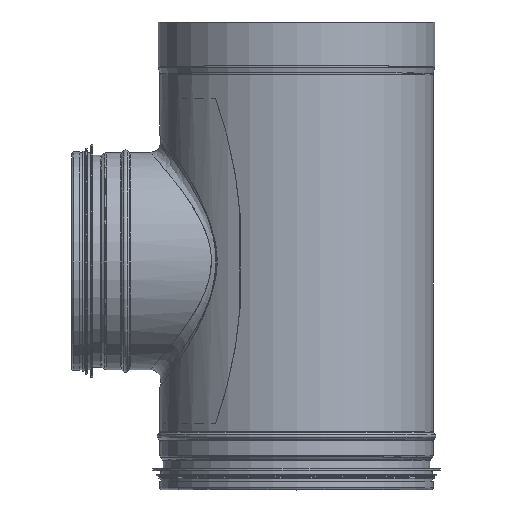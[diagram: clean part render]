
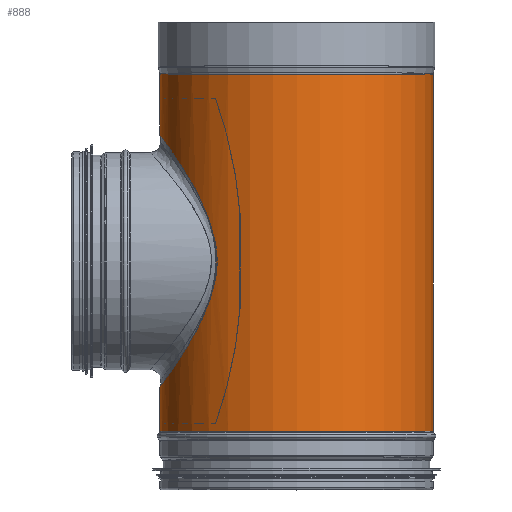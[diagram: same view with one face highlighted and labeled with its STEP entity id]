
A CAD part, top view. The second image highlights one B-rep face of the part: STEP entity #888.
In plain terms, the highlighted cylindrical face has radius 99.475 mm (diameter 198.95 mm), a full revolution.
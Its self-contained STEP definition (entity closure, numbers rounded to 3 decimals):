
#192=CARTESIAN_POINT('',(-58.786,166.0,80.247));
#193=VERTEX_POINT('',#192);
#194=CARTESIAN_POINT('',(-58.786,166.0,80.247));
#195=CARTESIAN_POINT('',(-58.786,160.304,80.247));
#196=CARTESIAN_POINT('',(-59.402,154.514,79.805));
#197=CARTESIAN_POINT('',(-61.747,143.119,78.005));
#198=CARTESIAN_POINT('',(-63.466,137.512,76.647));
#199=CARTESIAN_POINT('',(-67.559,126.771,73.064));
#200=CARTESIAN_POINT('',(-69.93,121.628,70.837));
#201=CARTESIAN_POINT('',(-74.836,112.023,65.632));
#202=CARTESIAN_POINT('',(-77.37,107.56,62.653));
#203=CARTESIAN_POINT('',(-82.247,99.42,56.105));
#204=CARTESIAN_POINT('',(-84.78,95.445,52.266));
#205=CARTESIAN_POINT('',(-89.525,88.264,43.644));
#206=CARTESIAN_POINT('',(-91.734,85.057,38.859));
#207=CARTESIAN_POINT('',(-95.436,79.778,28.583));
#208=CARTESIAN_POINT('',(-96.933,77.699,23.079));
#209=CARTESIAN_POINT('',(-98.953,74.909,11.704));
#210=CARTESIAN_POINT('',(-99.475,74.199,5.832));
#211=CARTESIAN_POINT('',(-99.475,74.199,-5.832));
#212=CARTESIAN_POINT('',(-98.953,74.909,-11.704));
#213=CARTESIAN_POINT('',(-96.933,77.699,-23.079));
#214=CARTESIAN_POINT('',(-95.436,79.778,-28.583));
#215=CARTESIAN_POINT('',(-91.734,85.057,-38.859));
#216=CARTESIAN_POINT('',(-89.525,88.264,-43.644));
#217=CARTESIAN_POINT('',(-84.78,95.445,-52.266));
#218=CARTESIAN_POINT('',(-82.247,99.42,-56.105));
#219=CARTESIAN_POINT('',(-77.37,107.56,-62.653));
#220=CARTESIAN_POINT('',(-74.836,112.023,-65.632));
#221=CARTESIAN_POINT('',(-69.93,121.628,-70.837));
#222=CARTESIAN_POINT('',(-67.559,126.771,-73.064));
#223=CARTESIAN_POINT('',(-63.466,137.512,-76.647));
#224=CARTESIAN_POINT('',(-61.747,143.119,-78.005));
#225=CARTESIAN_POINT('',(-59.402,154.514,-79.805));
#226=CARTESIAN_POINT('',(-58.786,160.304,-80.247));
#227=CARTESIAN_POINT('',(-58.786,171.696,-80.247));
#228=CARTESIAN_POINT('',(-59.402,177.486,-79.805));
#229=CARTESIAN_POINT('',(-61.747,188.881,-78.005));
#230=CARTESIAN_POINT('',(-63.466,194.488,-76.647));
#231=CARTESIAN_POINT('',(-67.559,205.229,-73.064));
#232=CARTESIAN_POINT('',(-69.93,210.372,-70.837));
#233=CARTESIAN_POINT('',(-74.836,219.977,-65.632));
#234=CARTESIAN_POINT('',(-77.37,224.44,-62.653));
#235=CARTESIAN_POINT('',(-82.247,232.58,-56.105));
#236=CARTESIAN_POINT('',(-84.78,236.555,-52.266));
#237=CARTESIAN_POINT('',(-89.525,243.736,-43.644));
#238=CARTESIAN_POINT('',(-91.734,246.943,-38.859));
#239=CARTESIAN_POINT('',(-95.436,252.222,-28.583));
#240=CARTESIAN_POINT('',(-96.933,254.301,-23.079));
#241=CARTESIAN_POINT('',(-98.953,257.091,-11.704));
#242=CARTESIAN_POINT('',(-99.475,257.801,-5.832));
#243=CARTESIAN_POINT('',(-99.475,257.801,5.832));
#244=CARTESIAN_POINT('',(-98.953,257.091,11.704));
#245=CARTESIAN_POINT('',(-96.933,254.301,23.079));
#246=CARTESIAN_POINT('',(-95.436,252.222,28.583));
#247=CARTESIAN_POINT('',(-91.734,246.943,38.859));
#248=CARTESIAN_POINT('',(-89.525,243.736,43.644));
#249=CARTESIAN_POINT('',(-84.78,236.555,52.266));
#250=CARTESIAN_POINT('',(-82.247,232.58,56.105));
#251=CARTESIAN_POINT('',(-77.37,224.44,62.653));
#252=CARTESIAN_POINT('',(-74.836,219.977,65.632));
#253=CARTESIAN_POINT('',(-69.93,210.372,70.837));
#254=CARTESIAN_POINT('',(-67.559,205.229,73.064));
#255=CARTESIAN_POINT('',(-63.466,194.488,76.647));
#256=CARTESIAN_POINT('',(-61.747,188.881,78.005));
#257=CARTESIAN_POINT('',(-59.402,177.486,79.805));
#258=CARTESIAN_POINT('',(-58.786,171.696,80.247));
#259=CARTESIAN_POINT('',(-58.786,166.,80.247));
#260=B_SPLINE_CURVE_WITH_KNOTS('',3,(#194,#195,#196,#197,#198,#199,#200,#201,#202,#203,#204,#205,#206,#207,#208,#209,#210,#211,#212,#213,#214,#215,#216,#217,#218,#219,#220,#221,#222,#223,#224,#225,#226,#227,#228,#229,#230,#231,#232,#233,#234,#235,#236,#237,#238,#239,#240,#241,#242,#243,#244,#245,#246,#247,#248,#249,#250,#251,#252,#253,#254,#255,#256,#257,#258,#259),.UNSPECIFIED.,.T.,.U.,(4,2,2,2,2,2,2,2,2,2,2,2,2,2,2,2,2,2,2,2,2,2,2,2,2,2,2,2,2,2,2,2,4),(0.0,1.709,3.418,5.127,6.836,8.585,10.335,12.085,13.834,15.584,17.334,19.084,20.833,22.542,24.251,25.96,27.669,29.378,31.087,32.796,34.504,36.254,38.004,39.754,41.503,43.253,45.003,46.752,48.502,50.211,51.92,53.629,55.338),.UNSPECIFIED.);
#261=EDGE_CURVE('',#193,#193,#260,.T.);
#851=CARTESIAN_POINT('',(99.475,42.0,0.0));
#852=VERTEX_POINT('',#851);
#853=CARTESIAN_POINT('',(0.0,42.0,0.0));
#854=DIRECTION('',(0.0,-1.0,0.0));
#855=DIRECTION('',(1.0,0.0,0.0));
#856=AXIS2_PLACEMENT_3D('',#853,#854,#855);
#857=CIRCLE('',#856,99.475);
#858=EDGE_CURVE('',#852,#852,#857,.T.);
#866=CARTESIAN_POINT('',(0.0,172.0,0.0));
#867=DIRECTION('',(0.0,-1.0,0.0));
#868=DIRECTION('',(1.0,0.0,0.0));
#869=AXIS2_PLACEMENT_3D('',#866,#867,#868);
#870=CYLINDRICAL_SURFACE('',#869,99.475);
#871=CARTESIAN_POINT('',(99.475,302.0,0.0));
#872=VERTEX_POINT('',#871);
#873=CARTESIAN_POINT('',(0.0,302.0,0.0));
#874=DIRECTION('',(0.0,-1.0,0.0));
#875=DIRECTION('',(1.0,0.0,0.0));
#876=AXIS2_PLACEMENT_3D('',#873,#874,#875);
#877=CIRCLE('',#876,99.475);
#878=EDGE_CURVE('',#872,#872,#877,.T.);
#879=ORIENTED_EDGE('',*,*,#878,.T.);
#880=EDGE_LOOP('',(#879));
#881=FACE_OUTER_BOUND('',#880,.T.);
#882=ORIENTED_EDGE('',*,*,#261,.T.);
#883=EDGE_LOOP('',(#882));
#884=FACE_BOUND('',#883,.T.);
#885=ORIENTED_EDGE('',*,*,#858,.F.);
#886=EDGE_LOOP('',(#885));
#887=FACE_BOUND('',#886,.T.);
#888=ADVANCED_FACE('',(#881,#884,#887),#870,.T.);
